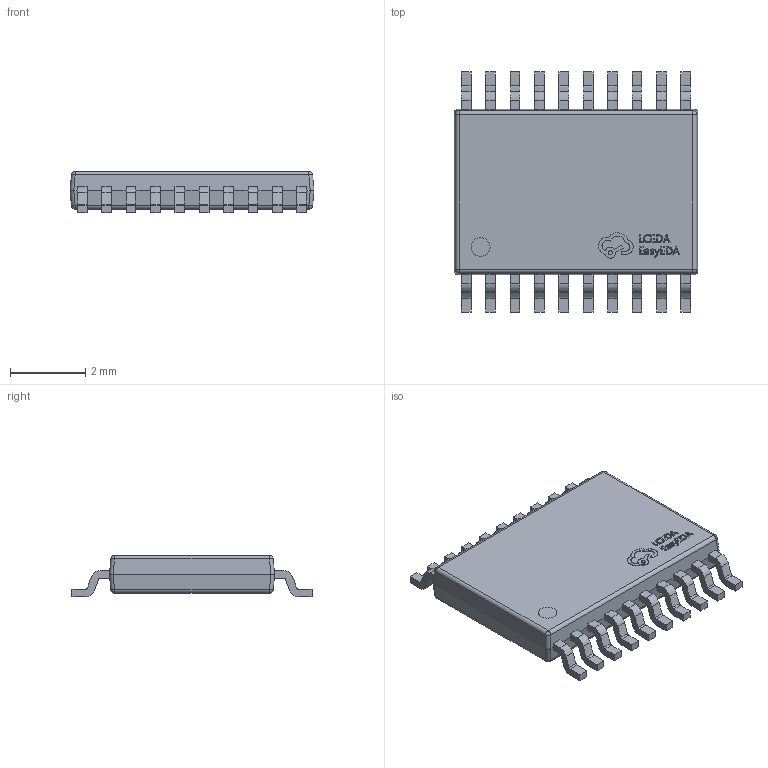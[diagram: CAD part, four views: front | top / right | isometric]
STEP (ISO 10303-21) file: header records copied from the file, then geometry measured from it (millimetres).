
FILE_DESCRIPTION (( 'STEP AP214' ), '1' );
FILE_NAME ('SSO-20_L6.5-W4.4-P0.65-LS6.4-BL.STEP', '2022-08-02T12:31:54', ( '' ), ( '' ), 'SwSTEP 2.0', 'SolidWorks 2020', '' );
FILE_SCHEMA (( 'AUTOMOTIVE_DESIGN' ));
Length unit declared in the file: millimetre
Products named in the file (1): SSO-20_L6.5-W4.4-P0.65-LS6.4-BL
Bounding box: 6.5 x 6.4 x 1.11 mm (x, y, z)
Volume: 29.4 mm3; surface area: 99.5 mm2
Topology: 1 solids, 1 shells, 521 faces, 1465 edges, 966 vertices
Faces by surface type: plane 317, cylinder 98, bspline 98, sphere 8
Entity records: 22968 total; most frequent: CARTESIAN_POINT 4271, ORIENTED_EDGE 2930, DIRECTION 2297, EDGE_CURVE 1465, LINE 1073, VECTOR 1073, VERTEX_POINT 966, AXIS2_PLACEMENT_3D 612
